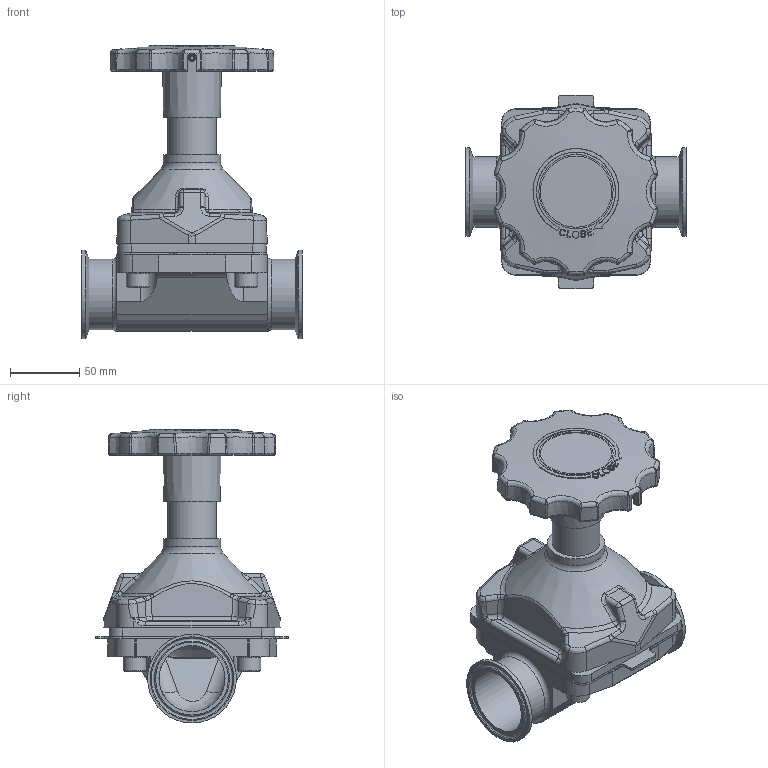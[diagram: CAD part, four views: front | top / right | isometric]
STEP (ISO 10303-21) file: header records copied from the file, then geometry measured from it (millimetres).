
FILE_DESCRIPTION(/* description */ (''),/* implementation_level */ '2;1');
FILE_NAME(/* name */ '74L3-12-1K-20.stp',/* time_stamp */ '2022-06-14T14:02:50-04:00',/* author */ ('rick'),/* organization */ (''),/* preprocessor_version */ 'ST-DEVELOPER v18.1',/* originating_system */ 'Autodesk Inventor 2020',/* authorisation */ '');
FILE_SCHEMA (('AUTOMOTIVE_DESIGN { 1 0 10303 214 3 1 1 }'));
Products named in the file (5): 74L3-12-1K-20; 74L-20; 1KS-20; FSC-0438-14-1.25; 12-20
Assembly tree (7 placements, depth 2):
  74L3-12-1K-20
    74L-20
    1KS-20
    FSC-0438-14-1.25  x4
    12-20
Bounding box: 158.75 x 138.91 x 211.56 mm (x, y, z)
Volume: 921972.3 mm3; surface area: 189657.1 mm2
Topology: 9 solids, 9 shells, 1003 faces, 2528 edges, 1526 vertices
Faces by surface type: bspline 284, cylinder 279, plane 196, torus 103, cone 96, sphere 45
Full cylindrical faces by diameter (mm): 2.381 x2, 5.105 x2, 6.35 x1, 8.756 x64, 11.112 x64, 11.906 x4, 12.7 x4, 16.669 x4, 34.544 x1, 41.275 x1, 47.498 x2, 50.8 x2, 63.906 x2
Entity records: 47479 total; most frequent: CARTESIAN_POINT 28275, ORIENTED_EDGE 4080, DIRECTION 3519, EDGE_CURVE 2040, AXIS2_PLACEMENT_3D 1505, VERTEX_POINT 1232, EDGE_LOOP 869, CIRCLE 842
